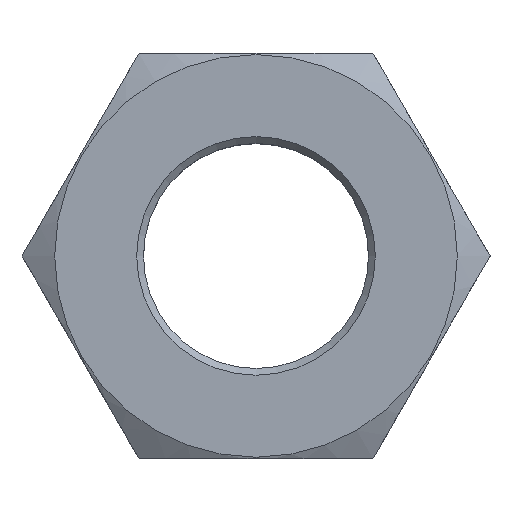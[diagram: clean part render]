
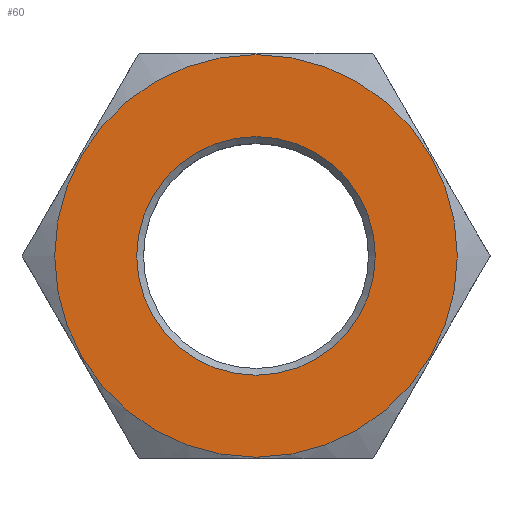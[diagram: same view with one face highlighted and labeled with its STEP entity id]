
A CAD part, top view. The second image highlights one B-rep face of the part: STEP entity #60.
In plain terms, the highlighted planar face has unit normal (0, 0, 1).
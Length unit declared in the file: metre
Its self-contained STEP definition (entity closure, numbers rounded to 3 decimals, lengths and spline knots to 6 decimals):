
#60 = ADVANCED_FACE( 'NONE', ( #127, #128 ), #129, .T. );
#127 = FACE_OUTER_BOUND( '', #200, .T. );
#128 = FACE_BOUND( '', #201, .T. );
#129 = PLANE( '', #202 );
#200 = EDGE_LOOP( '', ( #302 ) );
#201 = EDGE_LOOP( '', ( #303 ) );
#202 = AXIS2_PLACEMENT_3D( '', #304, #305, #306 );
#302 = ORIENTED_EDGE( '', *, *, #396, .T. );
#303 = ORIENTED_EDGE( '', *, *, #378, .T. );
#304 = CARTESIAN_POINT( '', ( 0., 0., 0.0065 ) );
#305 = DIRECTION( '', ( 0., 0., 1. ) );
#306 = DIRECTION( '', ( 1., 0., 0. ) );
#378 = EDGE_CURVE( 'NONE', #435, #435, #436, .T. );
#396 = EDGE_CURVE( 'NONE', #461, #461, #462, .T. );
#435 = VERTEX_POINT( '', #541 );
#436 = CIRCLE( '', #542, 0.00883 );
#461 = VERTEX_POINT( '', #616 );
#462 = CIRCLE( '', #617, 0.0149 );
#541 = CARTESIAN_POINT( '', ( 0.00883, 0., 0.0065 ) );
#542 = AXIS2_PLACEMENT_3D( '', #663, #664, #665 );
#616 = CARTESIAN_POINT( '', ( 0.0149, 0., 0.0065 ) );
#617 = AXIS2_PLACEMENT_3D( '', #679, #680, #681 );
#663 = CARTESIAN_POINT( '', ( 0., 0., 0.0065 ) );
#664 = DIRECTION( '', ( 0., 0., -1. ) );
#665 = DIRECTION( '', ( 1., 0., 0. ) );
#679 = CARTESIAN_POINT( '', ( 0., 0., 0.0065 ) );
#680 = DIRECTION( '', ( 0., 0., 1. ) );
#681 = DIRECTION( '', ( 1., 0., 0. ) );
